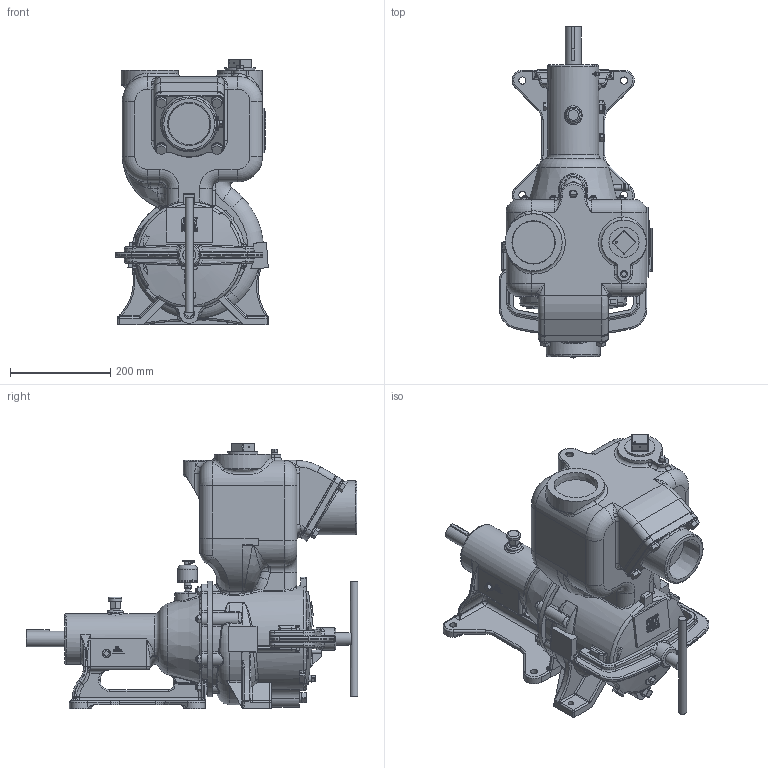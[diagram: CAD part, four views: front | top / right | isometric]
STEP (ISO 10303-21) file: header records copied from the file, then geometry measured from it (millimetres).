
FILE_DESCRIPTION(/* description */ ('Unknown'),/* implementation_level */ '2;1');
FILE_NAME(/* name */ '17809',/* time_stamp */ '2026-01-29T14:41:42-05:00',/* author */ ('KMW'),/* organization */ ('The Gorman-Rupp Company'),/* preprocessor_version */ 'ST-DEVELOPER v16.7',/* originating_system */ 'DEX',/* authorisation */ $);
FILE_SCHEMA (('CONFIG_CONTROL_DESIGN'));
Products named in the file (1): 17809
Bounding box: 306.32 x 663.75 x 531.37 mm (x, y, z)
Volume: 26344603.8 mm3; surface area: 1210205.3 mm2
Topology: 1 solids, 11 shells, 4197 faces, 10333 edges, 5951 vertices
Faces by surface type: plane 1268, cylinder 1155, bspline 1030, torus 411, sphere 187, cone 146
Full cylindrical faces by diameter (mm): 1.372 x2, 3.175 x2, 9.525 x16, 10.287 x5, 11.063 x1, 11.176 x2, 11.908 x1, 12.653 x2, 12.7 x5, 13.005 x4, 13.492 x1, 13.498 x1, 13.61 x1, 14.224 x1, 14.287 x4, 15.875 x2, 17.475 x2, 17.602 x1, 18.849 x1, 22.174 x4, 25.394 x1, 25.4 x2, 27.432 x1, 31.737 x1, 31.75 x1, 36.244 x1, 38.632 x1, 101.6 x1, 107.95 x1, 114.3 x1
Entity records: 163213 total; most frequent: CARTESIAN_POINT 42638, ORIENTED_EDGE 19350, DIRECTION 18619, EDGE_CURVE 9675, AXIS2_PLACEMENT_3D 7395, VERTEX_POINT 5859, FACE_BOUND 4594, EDGE_LOOP 4593
